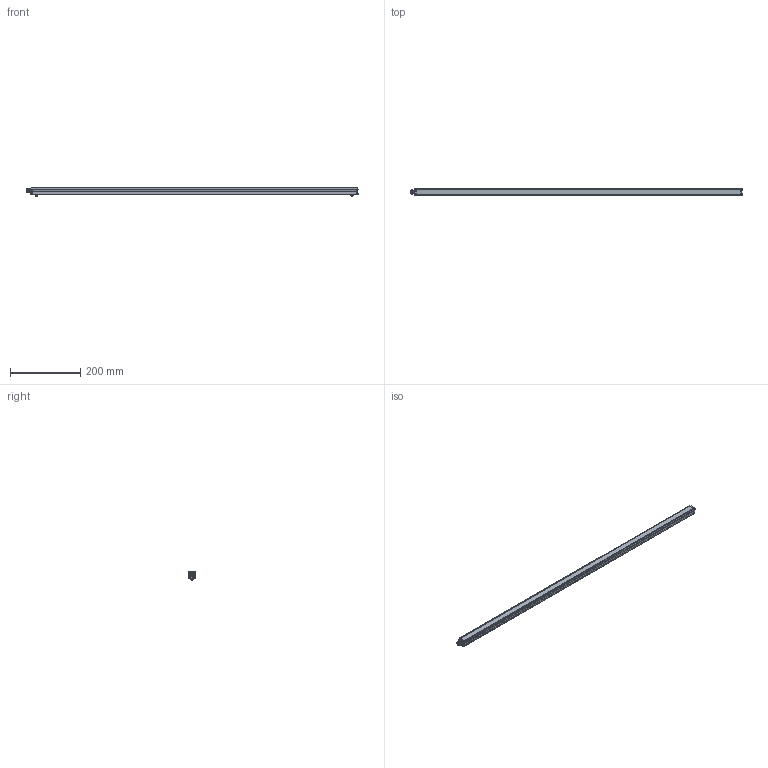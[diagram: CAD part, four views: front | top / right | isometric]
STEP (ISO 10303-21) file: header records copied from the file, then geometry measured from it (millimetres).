
FILE_DESCRIPTION (( 'STEP AP214' ), '1' );
FILE_NAME ('AL126 _NONSEALED__AL12636.stp', '2021-04-29T14:25:26', ( '' ), ( '' ), 'SwSTEP 2.0', 'SolidWorks 2018', '' );
FILE_SCHEMA (( 'AUTOMOTIVE_DESIGN' ));
Length unit declared in the file: inch
Products named in the file (15): 10mm Advanced illumination; 090889-XX_090889-36; 093469_093469; AL126 _NONSEALED__AL12636; 10mm Label (116 126)_Default<As Machined>; 10mm Swish_Default<As Machined>; 091052 (116 126); 091064_Model_Dome Fittings_Thread Type and Size(Dome)_M10 x 1.5_Hazardous Location-Explosive Proof(ATEX and EExe Versions)_No_; 090876; 093474_093474; 090877-XX_090877-36; BH-M4x6; 10mm Ai; HN-M4_90592A016; 090875
Assembly tree (24 placements, depth 3):
  AL126 _NONSEALED__AL12636
    090889-XX_090889-36
    090877-XX_090877-36
    090875
    090876
    093474_093474  x8
    093469_093469  x2
    091064_Model_Dome Fittings_Thread Type and Size(Dome)_M10 x 1.5_Hazardous Location-Explosive Proof(ATEX and EExe Versions)_No_
    HN-M4_90592A016  x2
    BH-M4x6  x2
    091052 (116 126)
      10mm Label (116 126)_Default<As Machined>
      10mm Ai
      10mm Swish_Default<As Machined>
      10mm Advanced illumination
Bounding box: 943.53 x 20.02 x 24.1 mm (x, y, z)
Volume: 126518.4 mm3; surface area: 180269.7 mm2
Topology: 48 solids, 48 shells, 1877 faces, 4840 edges, 3010 vertices
Faces by surface type: cylinder 934, plane 401, cone 362, bspline 120, torus 60
Entity records: 30293 total; most frequent: CARTESIAN_POINT 10456, ORIENTED_EDGE 4076, DIRECTION 3580, EDGE_CURVE 2038, VERTEX_POINT 1298, AXIS2_PLACEMENT_3D 1276, VECTOR 1028, LINE 1028
